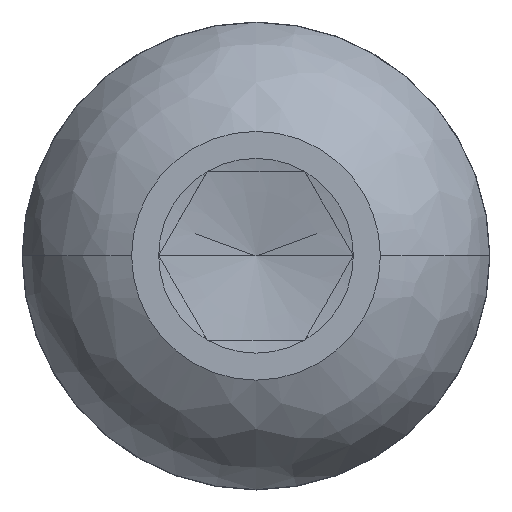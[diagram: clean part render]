
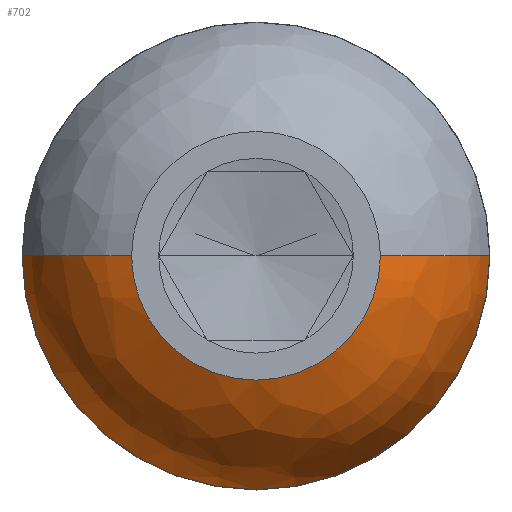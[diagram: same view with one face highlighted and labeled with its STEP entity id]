
A CAD part, top view. The second image highlights one B-rep face of the part: STEP entity #702.
In plain terms, the highlighted free-form (B-spline) face has degree [3, 3] with [7, 4] control points.
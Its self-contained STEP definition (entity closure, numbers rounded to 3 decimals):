
#127=CARTESIAN_POINT('',(0.683,0.,6.));
#128=DIRECTION('',(0.,1.,0.));
#129=DIRECTION('',(0.368,0.,0.93));
#130=AXIS2_PLACEMENT_3D('',#127,#128,#129);
#132=CARTESIAN_POINT('',(-0.683,0.,6.));
#133=DIRECTION('',(0.,-1.,0.));
#134=DIRECTION('',(-0.368,0.,0.93));
#135=AXIS2_PLACEMENT_3D('',#132,#133,#134);
#137=CARTESIAN_POINT('',(0.,0.,6.517));
#138=DIRECTION('',(0.,0.,-1.));
#139=DIRECTION('',(1.,0.,0.));
#140=AXIS2_PLACEMENT_3D('',#137,#138,#139);
#142=CARTESIAN_POINT('',(0.,0.,8.));
#143=DIRECTION('',(0.,0.,1.));
#144=DIRECTION('',(-1.,0.,0.));
#145=AXIS2_PLACEMENT_3D('',#142,#143,#144);
#320=CARTESIAN_POINT('',(-1.475,0.,8.));
#321=CARTESIAN_POINT('',(1.475,0.,8.));
#322=VERTEX_POINT('',#320);
#323=VERTEX_POINT('',#321);
#348=CARTESIAN_POINT('',(-2.771,0.,6.517));
#349=CARTESIAN_POINT('',(2.771,0.,6.517));
#350=VERTEX_POINT('',#348);
#351=VERTEX_POINT('',#349);
#666=CARTESIAN_POINT('',(-2.787,0.225,6.401));
#667=CARTESIAN_POINT('',(-2.639,0.213,7.186));
#668=CARTESIAN_POINT('',(-2.115,0.171,7.788));
#669=CARTESIAN_POINT('',(-1.359,0.11,8.041));
#670=CARTESIAN_POINT('',(-2.928,-1.514,6.401));
#671=CARTESIAN_POINT('',(-2.772,-1.433,7.186));
#672=CARTESIAN_POINT('',(-2.221,-1.149,7.788));
#673=CARTESIAN_POINT('',(-1.427,-0.738,
8.041));
#674=CARTESIAN_POINT('',(-1.745,-2.796,6.401));
#675=CARTESIAN_POINT('',(-1.652,-2.647,7.186));
#676=CARTESIAN_POINT('',(-1.324,-2.122,7.788));
#677=CARTESIAN_POINT('',(-0.851,-1.363,
8.041));
#678=CARTESIAN_POINT('',(0.,-2.796,6.401));
#679=CARTESIAN_POINT('',(0.,-2.647,7.186));
#680=CARTESIAN_POINT('',(0.,-2.122,7.788));
#681=CARTESIAN_POINT('',(0.,-1.363,8.041));
#682=CARTESIAN_POINT('',(1.745,-2.796,6.401));
#683=CARTESIAN_POINT('',(1.652,-2.647,7.186));
#684=CARTESIAN_POINT('',(1.324,-2.122,7.788));
#685=CARTESIAN_POINT('',(0.851,-1.363,8.041));
#686=CARTESIAN_POINT('',(2.928,-1.514,6.401));
#687=CARTESIAN_POINT('',(2.772,-1.433,7.186));
#688=CARTESIAN_POINT('',(2.221,-1.149,7.788));
#689=CARTESIAN_POINT('',(1.427,-0.738,8.041));
#690=CARTESIAN_POINT('',(2.787,0.225,6.401));
#691=CARTESIAN_POINT('',(2.639,0.213,7.186));
#692=CARTESIAN_POINT('',(2.115,0.171,7.788));
#693=CARTESIAN_POINT('',(1.359,0.11,8.041));
#694=(BOUNDED_SURFACE()B_SPLINE_SURFACE(3,3,((#666,#667,#668,#669),(#670,#671,
#672,#673),(#674,#675,#676,#677),(#678,#679,#680,#681),(#682,#683,#684,#685),(
#686,#687,#688,#689),(#690,#691,#692,#693)),.UNSPECIFIED.,.F.,.F.,.F.)B_SPLINE_SURFACE_WITH_KNOTS((4,3,4),(4,4),(0.,1.,2.),(0.,1.),.UNSPECIFIED.)GEOMETRIC_REPRESENTATION_ITEM()RATIONAL_B_SPLINE_SURFACE(((1.28,
1.163,1.163,1.28),(1.005,
0.913,0.913,1.005),(1.005,
0.913,0.913,1.005),(1.28,
1.163,1.163,1.28),(1.005,
0.913,0.913,1.005),(1.005,
0.913,0.913,1.005),(1.28,
1.163,1.163,1.28)))REPRESENTATION_ITEM('')SURFACE());
#695=ORIENTED_EDGE('',*,*,#566,.T.);
#696=ORIENTED_EDGE('',*,*,#654,.F.);
#698=ORIENTED_EDGE('',*,*,#697,.T.);
#699=ORIENTED_EDGE('',*,*,#650,.T.);
#700=EDGE_LOOP('',(#695,#696,#698,#699));
#701=FACE_OUTER_BOUND('',#700,.F.);
#131=CIRCLE('',#130,2.151);
#136=CIRCLE('',#135,2.151);
#141=CIRCLE('',#140,2.771);
#146=CIRCLE('',#145,1.475);
#566=EDGE_CURVE('',#351,#350,#141,.T.);
#650=EDGE_CURVE('',#323,#351,#131,.T.);
#654=EDGE_CURVE('',#322,#350,#136,.T.);
#697=EDGE_CURVE('',#322,#323,#146,.T.);
#702=ADVANCED_FACE('',(#701),#694,.T.);
